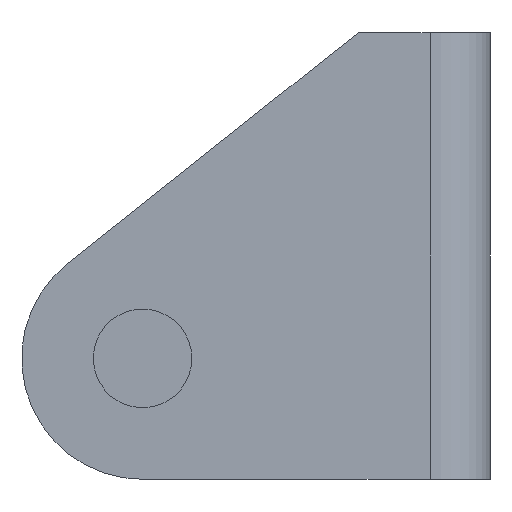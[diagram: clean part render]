
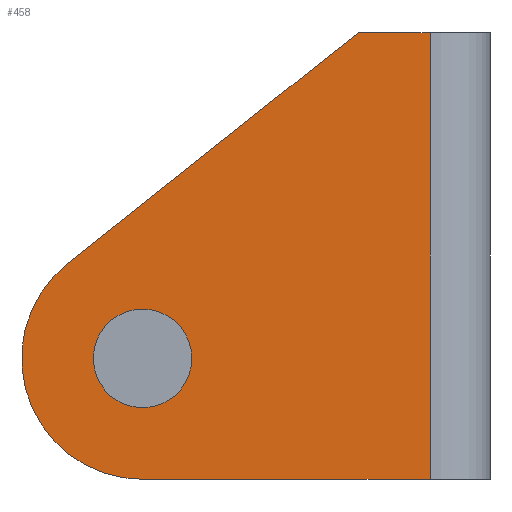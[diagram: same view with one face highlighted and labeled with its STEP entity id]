
A CAD part, left-side view. The second image highlights one B-rep face of the part: STEP entity #458.
In plain terms, the highlighted planar face has unit normal (-1, 0, 0).
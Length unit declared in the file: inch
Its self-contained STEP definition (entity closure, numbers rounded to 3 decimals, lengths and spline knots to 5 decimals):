
#48 = VECTOR ( 'NONE', #866, 39.37008 ) ;
#53 = CARTESIAN_POINT ( 'NONE',  ( -0.32, 0., -0.56693 ) ) ;
#102 = EDGE_LOOP ( 'NONE', ( #118, #633, #1006, #241, #714 ) ) ;
#107 = CARTESIAN_POINT ( 'NONE',  ( -0.32, 0.15205, -0.56693 ) ) ;
#113 = DIRECTION ( 'NONE',  ( 0., 1., 0. ) ) ;
#117 = VERTEX_POINT ( 'NONE', #558 ) ;
#118 = ORIENTED_EDGE ( 'NONE', *, *, #1067, .T. ) ;
#126 = CARTESIAN_POINT ( 'NONE',  ( -0.32, 1.07287, -0.01937 ) ) ;
#146 = CARTESIAN_POINT ( 'NONE',  ( -0.32, 0.15205, 0.56693 ) ) ;
#149 = VECTOR ( 'NONE', #113, 39.37008 ) ;
#159 = DIRECTION ( 'NONE',  ( 1., 0., 0. ) ) ;
#200 = CIRCLE ( 'NONE', #289, 0.125 ) ;
#205 = DIRECTION ( 'NONE',  ( 0., 0.783, -0.622 ) ) ;
#208 = EDGE_CURVE ( 'NONE', #370, #654, #488, .T. ) ;
#217 = DIRECTION ( 'NONE',  ( 0., -1., 0. ) ) ;
#233 = VERTEX_POINT ( 'NONE', #126 ) ;
#241 = ORIENTED_EDGE ( 'NONE', *, *, #1064, .T. ) ;
#270 = EDGE_CURVE ( 'NONE', #117, #654, #1070, .T. ) ;
#278 = FACE_OUTER_BOUND ( 'NONE', #102, .T. ) ;
#289 = AXIS2_PLACEMENT_3D ( 'NONE', #946, #453, #1022 ) ;
#291 = CARTESIAN_POINT ( 'NONE',  ( -0.32, 0.40554, 0.51063 ) ) ;
#302 = FACE_BOUND ( 'NONE', #1060, .T. ) ;
#340 = VECTOR ( 'NONE', #205, 39.37008 ) ;
#355 = DIRECTION ( 'NONE',  ( -1., 0., 0. ) ) ;
#364 = LINE ( 'NONE', #442, #149 ) ;
#370 = VERTEX_POINT ( 'NONE', #146 ) ;
#374 = CARTESIAN_POINT ( 'NONE',  ( -0.32, 0.88189, -0.25984 ) ) ;
#399 = PLANE ( 'NONE',  #817 ) ;
#402 = VECTOR ( 'NONE', #217, 39.37008 ) ;
#409 = VERTEX_POINT ( 'NONE', #1066 ) ;
#442 = CARTESIAN_POINT ( 'NONE',  ( -0.32, 0., 0.56693 ) ) ;
#453 = DIRECTION ( 'NONE',  ( -1., 0., 0. ) ) ;
#458 = ADVANCED_FACE ( 'NONE', ( #302, #278 ), #399, .F. ) ;
#459 = CARTESIAN_POINT ( 'NONE',  ( -0.32, 0.15205, -0.56693 ) ) ;
#464 = DIRECTION ( 'NONE',  ( 0., -1., 0. ) ) ;
#488 = LINE ( 'NONE', #459, #48 ) ;
#505 = ORIENTED_EDGE ( 'NONE', *, *, #781, .F. ) ;
#544 = CARTESIAN_POINT ( 'NONE',  ( -0.32, 1.00689, -0.25984 ) ) ;
#558 = CARTESIAN_POINT ( 'NONE',  ( -0.32, 0.88189, -0.56693 ) ) ;
#570 = CARTESIAN_POINT ( 'NONE',  ( -0.32, 0., 0. ) ) ;
#589 = CIRCLE ( 'NONE', #718, 0.30709 ) ;
#602 = CARTESIAN_POINT ( 'NONE',  ( -0.32, 0.33465, 0.56693 ) ) ;
#633 = ORIENTED_EDGE ( 'NONE', *, *, #270, .T. ) ;
#654 = VERTEX_POINT ( 'NONE', #107 ) ;
#660 = ORIENTED_EDGE ( 'NONE', *, *, #842, .F. ) ;
#679 = CIRCLE ( 'NONE', #916, 0.125 ) ;
#714 = ORIENTED_EDGE ( 'NONE', *, *, #837, .T. ) ;
#718 = AXIS2_PLACEMENT_3D ( 'NONE', #853, #355, #938 ) ;
#735 = DIRECTION ( 'NONE',  ( 0., 1., 0. ) ) ;
#781 = EDGE_CURVE ( 'NONE', #864, #409, #200, .T. ) ;
#817 = AXIS2_PLACEMENT_3D ( 'NONE', #570, #159, #735 ) ;
#837 = EDGE_CURVE ( 'NONE', #1046, #233, #1001, .T. ) ;
#842 = EDGE_CURVE ( 'NONE', #409, #864, #679, .T. ) ;
#853 = CARTESIAN_POINT ( 'NONE',  ( -0.32, 0.88189, -0.25984 ) ) ;
#864 = VERTEX_POINT ( 'NONE', #544 ) ;
#866 = DIRECTION ( 'NONE',  ( 0., 0., -1. ) ) ;
#916 = AXIS2_PLACEMENT_3D ( 'NONE', #374, #959, #464 ) ;
#938 = DIRECTION ( 'NONE',  ( 0., -1., 0. ) ) ;
#946 = CARTESIAN_POINT ( 'NONE',  ( -0.32, 0.88189, -0.25984 ) ) ;
#959 = DIRECTION ( 'NONE',  ( -1., 0., 0. ) ) ;
#1001 = LINE ( 'NONE', #291, #340 ) ;
#1006 = ORIENTED_EDGE ( 'NONE', *, *, #208, .F. ) ;
#1022 = DIRECTION ( 'NONE',  ( 0., -1., 0. ) ) ;
#1046 = VERTEX_POINT ( 'NONE', #602 ) ;
#1060 = EDGE_LOOP ( 'NONE', ( #660, #505 ) ) ;
#1064 = EDGE_CURVE ( 'NONE', #370, #1046, #364, .T. ) ;
#1066 = CARTESIAN_POINT ( 'NONE',  ( -0.32, 0.75689, -0.25984 ) ) ;
#1067 = EDGE_CURVE ( 'NONE', #233, #117, #589, .T. ) ;
#1070 = LINE ( 'NONE', #53, #402 ) ;
